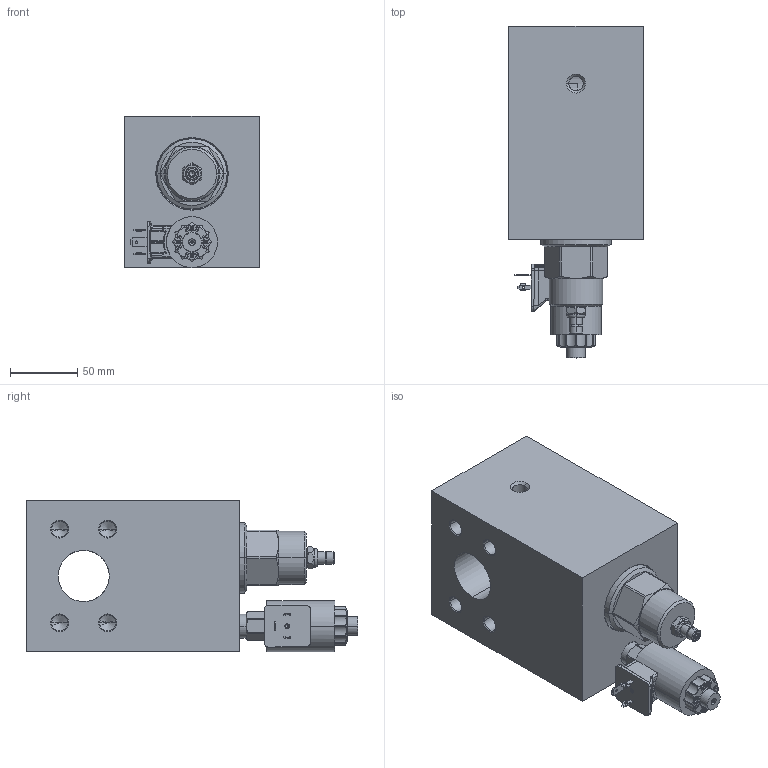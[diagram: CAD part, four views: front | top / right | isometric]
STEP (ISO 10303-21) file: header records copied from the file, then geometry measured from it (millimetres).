
FILE_DESCRIPTION((''),'2;1');
FILE_NAME('XRIALANFR224_ASM','2019-07-29T',('ProEService'),(''),'PRO/ENGINEER BY PARAMETRIC TECHNOLOGY CORPORATION, 2014200','PRO/ENGINEER BY PARAMETRIC TECHNOLOGY CORPORATION, 2014200','');
FILE_SCHEMA(('CONFIG_CONTROL_DESIGN'));
Length unit declared in the file: inch
Products named in the file (4): 158-894-001; RVIALAN; DTAFMHN224; XRIALANFR224_ASM
Assembly tree (3 placements, depth 2):
  XRIALANFR224_ASM
    158-894-001
    RVIALAN
    DTAFMHN224
Bounding box: 100.03 x 247.07 x 112.73 mm (x, y, z)
Volume: 1684043.8 mm3; surface area: 206032.2 mm2
Topology: 6 solids, 6 shells, 1026 faces, 2826 edges, 1990 vertices
Faces by surface type: cylinder 351, plane 343, cone 197, torus 75, bspline 38, revolution 14, sphere 8
Entity records: 37741 total; most frequent: CARTESIAN_POINT 12255, DIRECTION 5301, ORIENTED_EDGE 4960, EDGE_CURVE 2480, AXIS2_PLACEMENT_3D 1913, VERTEX_POINT 1538, VECTOR 1461, LINE 1461
